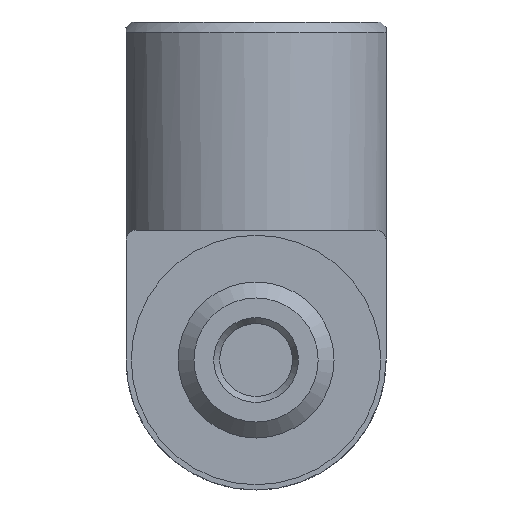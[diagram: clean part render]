
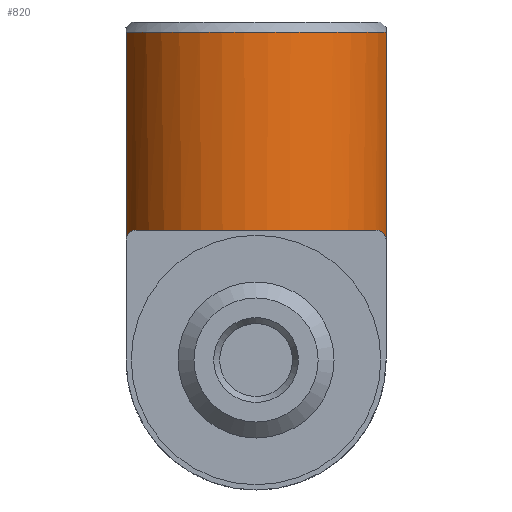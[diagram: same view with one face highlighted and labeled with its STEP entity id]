
A CAD part, front view. The second image highlights one B-rep face of the part: STEP entity #820.
In plain terms, the highlighted cylindrical face has radius 2.6 mm (diameter 5.2 mm), a partial arc.
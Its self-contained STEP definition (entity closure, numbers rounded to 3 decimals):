
#46=LINE('',#1288,#92);
#47=LINE('',#1290,#93);
#92=VECTOR('',#1011,1000.);
#93=VECTOR('',#1012,1000.);
#150=B_SPLINE_CURVE_WITH_KNOTS('',3,(#1292,#1293,#1294,#1295,#1296,#1297),
 .UNSPECIFIED.,.F.,.F.,(4,1,1,4),(0.,0.,0.,
0.001),.UNSPECIFIED.);
#151=B_SPLINE_CURVE_WITH_KNOTS('',3,(#1301,#1302,#1303,#1304,#1305,#1306),
 .UNSPECIFIED.,.F.,.F.,(4,1,1,4),(0.,0.,
0.,0.001),.UNSPECIFIED.);
#172=ORIENTED_EDGE('',*,*,#398,.F.);
#173=ORIENTED_EDGE('',*,*,#395,.T.);
#174=ORIENTED_EDGE('',*,*,#399,.F.);
#175=ORIENTED_EDGE('',*,*,#400,.F.);
#176=ORIENTED_EDGE('',*,*,#401,.F.);
#177=ORIENTED_EDGE('',*,*,#402,.F.);
#395=EDGE_CURVE('',#508,#507,#588,.T.);
#398=EDGE_CURVE('',#508,#510,#46,.T.);
#399=EDGE_CURVE('',#511,#507,#47,.F.);
#400=EDGE_CURVE('',#512,#511,#150,.T.);
#401=EDGE_CURVE('',#513,#512,#590,.F.);
#402=EDGE_CURVE('',#510,#513,#151,.T.);
#507=VERTEX_POINT('',#1278);
#508=VERTEX_POINT('',#1280);
#510=VERTEX_POINT('',#1289);
#511=VERTEX_POINT('',#1291);
#512=VERTEX_POINT('',#1298);
#513=VERTEX_POINT('',#1300);
#588=CIRCLE('',#892,2.6);
#590=CIRCLE('',#895,2.6);
#639=EDGE_LOOP('',(#172,#173,#174,#175,#176,#177));
#720=FACE_BOUND('',#639,.T.);
#798=CYLINDRICAL_SURFACE('',#894,2.6);
#820=ADVANCED_FACE('',(#720),#798,.T.);
#892=AXIS2_PLACEMENT_3D('',#1279,#1005,#1006);
#894=AXIS2_PLACEMENT_3D('',#1287,#1009,#1010);
#895=AXIS2_PLACEMENT_3D('',#1299,#1013,#1014);
#1005=DIRECTION('',(0.,0.,-1.));
#1006=DIRECTION('',(-1.,0.,0.));
#1009=DIRECTION('',(0.,0.,-1.));
#1010=DIRECTION('',(-1.,0.,0.));
#1011=DIRECTION('',(0.,0.,-1.));
#1012=DIRECTION('',(0.,0.,-1.));
#1013=DIRECTION('',(0.,0.,1.));
#1014=DIRECTION('',(1.,0.,0.));
#1278=CARTESIAN_POINT('',(-2.5,5.686,6.3));
#1279=CARTESIAN_POINT('',(0.,6.4,6.3));
#1280=CARTESIAN_POINT('',(2.5,5.686,6.3));
#1287=CARTESIAN_POINT('',(0.,6.4,1.25));
#1288=CARTESIAN_POINT('',(2.5,5.686,1.25));
#1289=CARTESIAN_POINT('',(2.5,5.686,2.3));
#1290=CARTESIAN_POINT('',(-2.5,5.686,1.25));
#1291=CARTESIAN_POINT('',(-2.5,5.686,2.3));
#1292=CARTESIAN_POINT('',(-2.3,5.188,2.5));
#1293=CARTESIAN_POINT('',(-2.347,5.277,2.5));
#1294=CARTESIAN_POINT('',(-2.409,5.415,2.477));
#1295=CARTESIAN_POINT('',(-2.471,5.586,2.411));
#1296=CARTESIAN_POINT('',(-2.5,5.686,2.351));
#1297=CARTESIAN_POINT('',(-2.5,5.686,2.3));
#1298=CARTESIAN_POINT('',(-2.3,5.188,2.5));
#1299=CARTESIAN_POINT('',(0.,6.4,2.5));
#1300=CARTESIAN_POINT('',(2.3,5.188,2.5));
#1301=CARTESIAN_POINT('',(2.5,5.686,2.3));
#1302=CARTESIAN_POINT('',(2.5,5.686,2.352));
#1303=CARTESIAN_POINT('',(2.471,5.586,2.411));
#1304=CARTESIAN_POINT('',(2.409,5.416,2.477));
#1305=CARTESIAN_POINT('',(2.347,5.277,2.5));
#1306=CARTESIAN_POINT('',(2.3,5.188,2.5));
